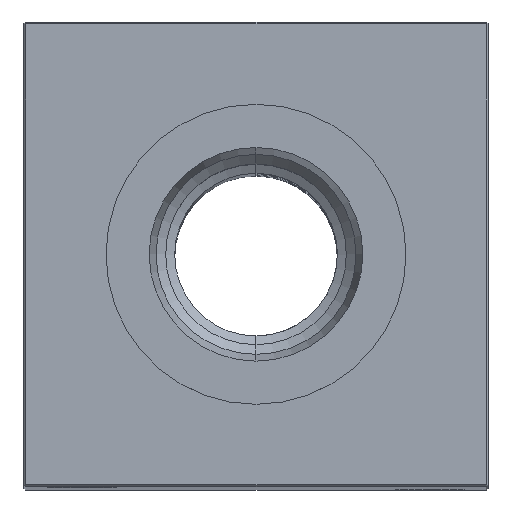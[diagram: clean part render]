
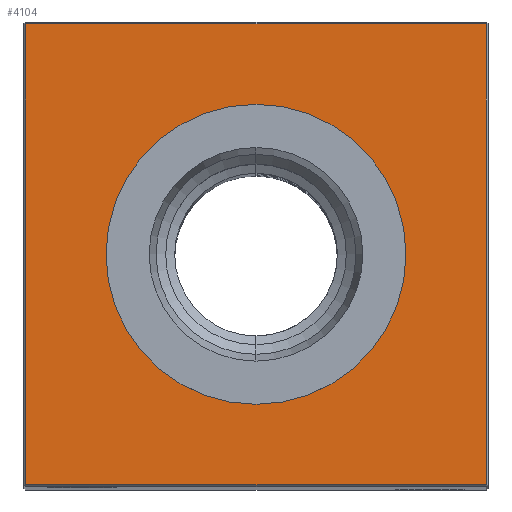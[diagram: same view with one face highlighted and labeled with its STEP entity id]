
A CAD part, top view. The second image highlights one B-rep face of the part: STEP entity #4104.
In plain terms, the highlighted planar face has unit normal (0, 0, 1).
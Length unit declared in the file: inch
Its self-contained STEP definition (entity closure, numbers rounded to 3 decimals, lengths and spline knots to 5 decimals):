
#236 = DIRECTION ( 'NONE',  ( 1., 0., 0. ) ) ;
#736 = VECTOR ( 'NONE', #1147, 39.37008 ) ;
#1147 = DIRECTION ( 'NONE',  ( -1., 0., 0. ) ) ;
#1637 = CARTESIAN_POINT ( 'NONE',  ( 0., 0., 10.5 ) ) ;
#2680 = EDGE_LOOP ( 'NONE', ( #13029, #14820, #21832, #16553 ) ) ;
#3721 = EDGE_LOOP ( 'NONE', ( #9419, #10736 ) ) ;
#4104 = ADVANCED_FACE ( 'NONE', ( #24606, #20136 ), #14586, .F. ) ;
#4976 = EDGE_CURVE ( 'NONE', #20271, #17943, #12984, .T. ) ;
#4977 = CARTESIAN_POINT ( 'NONE',  ( -1.24, 1.24, 10.5 ) ) ;
#5950 = AXIS2_PLACEMENT_3D ( 'NONE', #20634, #18180, #14454 ) ;
#6171 = CARTESIAN_POINT ( 'NONE',  ( 0., 0.80709, 10.5 ) ) ;
#7660 = LINE ( 'NONE', #13189, #8116 ) ;
#7691 = EDGE_CURVE ( 'NONE', #17943, #12966, #7660, .T. ) ;
#8096 = DIRECTION ( 'NONE',  ( 0., 0., -1. ) ) ;
#8116 = VECTOR ( 'NONE', #23092, 39.37008 ) ;
#8145 = CARTESIAN_POINT ( 'NONE',  ( 1.24, -1.24, 10.5 ) ) ;
#8588 = CARTESIAN_POINT ( 'NONE',  ( -1.24, -1.24, 10.5 ) ) ;
#8821 = AXIS2_PLACEMENT_3D ( 'NONE', #1637, #15269, #11019 ) ;
#9419 = ORIENTED_EDGE ( 'NONE', *, *, #24903, .T. ) ;
#9784 = LINE ( 'NONE', #19566, #22799 ) ;
#10003 = LINE ( 'NONE', #17846, #17450 ) ;
#10736 = ORIENTED_EDGE ( 'NONE', *, *, #23223, .T. ) ;
#11019 = DIRECTION ( 'NONE',  ( -1., 0., 0. ) ) ;
#11166 = CARTESIAN_POINT ( 'NONE',  ( 0., 1.24, 10.5 ) ) ;
#11697 = CIRCLE ( 'NONE', #8821, 0.80709 ) ;
#12966 = VERTEX_POINT ( 'NONE', #8588 ) ;
#12984 = LINE ( 'NONE', #11166, #736 ) ;
#13029 = ORIENTED_EDGE ( 'NONE', *, *, #7691, .T. ) ;
#13189 = CARTESIAN_POINT ( 'NONE',  ( -1.24, 0., 10.5 ) ) ;
#13758 = CARTESIAN_POINT ( 'NONE',  ( 0., 0., 10.5 ) ) ;
#14454 = DIRECTION ( 'NONE',  ( -1., 0., 0. ) ) ;
#14586 = PLANE ( 'NONE',  #5950 ) ;
#14820 = ORIENTED_EDGE ( 'NONE', *, *, #25444, .T. ) ;
#15269 = DIRECTION ( 'NONE',  ( 0., 0., -1. ) ) ;
#15361 = VERTEX_POINT ( 'NONE', #21269 ) ;
#16553 = ORIENTED_EDGE ( 'NONE', *, *, #4976, .T. ) ;
#17450 = VECTOR ( 'NONE', #236, 39.37008 ) ;
#17846 = CARTESIAN_POINT ( 'NONE',  ( 0., -1.24, 10.5 ) ) ;
#17943 = VERTEX_POINT ( 'NONE', #4977 ) ;
#18180 = DIRECTION ( 'NONE',  ( 0., 0., -1. ) ) ;
#19098 = CARTESIAN_POINT ( 'NONE',  ( 1.24, 1.24, 10.5 ) ) ;
#19133 = CIRCLE ( 'NONE', #21593, 0.80709 ) ;
#19566 = CARTESIAN_POINT ( 'NONE',  ( 1.24, 0., 10.5 ) ) ;
#20037 = VERTEX_POINT ( 'NONE', #8145 ) ;
#20136 = FACE_BOUND ( 'NONE', #3721, .T. ) ;
#20271 = VERTEX_POINT ( 'NONE', #19098 ) ;
#20634 = CARTESIAN_POINT ( 'NONE',  ( 0., 0., 10.5 ) ) ;
#21269 = CARTESIAN_POINT ( 'NONE',  ( 0., -0.80709, 10.5 ) ) ;
#21593 = AXIS2_PLACEMENT_3D ( 'NONE', #13758, #8096, #21994 ) ;
#21832 = ORIENTED_EDGE ( 'NONE', *, *, #25055, .T. ) ;
#21994 = DIRECTION ( 'NONE',  ( -1., 0., 0. ) ) ;
#22799 = VECTOR ( 'NONE', #25087, 39.37008 ) ;
#23092 = DIRECTION ( 'NONE',  ( 0., -1., 0. ) ) ;
#23223 = EDGE_CURVE ( 'NONE', #15361, #24215, #19133, .T. ) ;
#24215 = VERTEX_POINT ( 'NONE', #6171 ) ;
#24606 = FACE_OUTER_BOUND ( 'NONE', #2680, .T. ) ;
#24903 = EDGE_CURVE ( 'NONE', #24215, #15361, #11697, .T. ) ;
#25055 = EDGE_CURVE ( 'NONE', #20037, #20271, #9784, .T. ) ;
#25087 = DIRECTION ( 'NONE',  ( 0., 1., 0. ) ) ;
#25444 = EDGE_CURVE ( 'NONE', #12966, #20037, #10003, .T. ) ;
